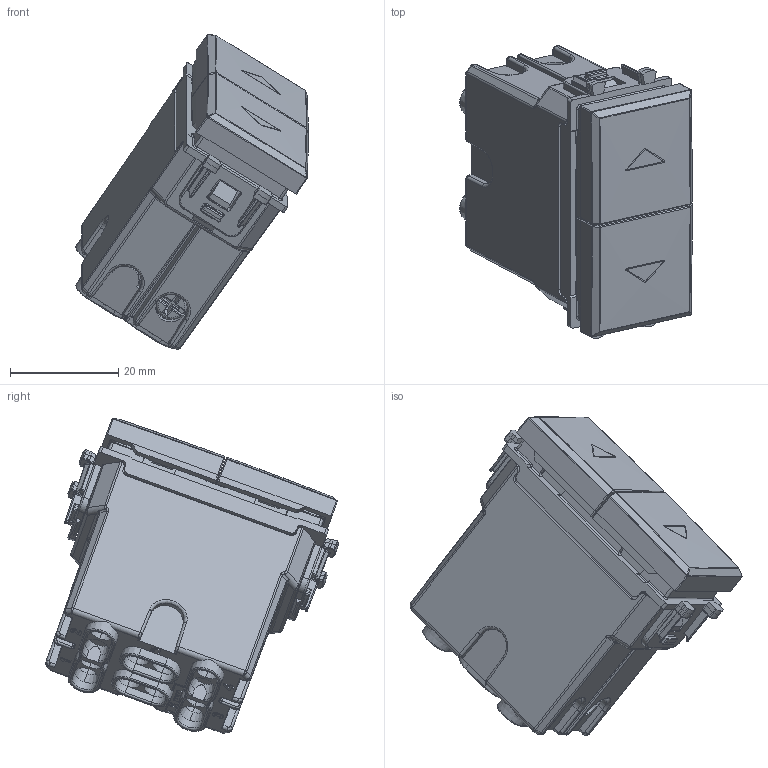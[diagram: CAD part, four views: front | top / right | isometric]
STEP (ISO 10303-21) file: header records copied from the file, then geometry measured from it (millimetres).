
FILE_DESCRIPTION(('CATIA V5 STEP Exchange'),'2;1');
FILE_NAME('442053.stp','2024-02-15T12:26:00+00:00',('none'),('none'),'CATIA Version 5-6 Release 2016 SP6','CATIA V5 STEP AP203','none');
FILE_SCHEMA(('CONFIG_CONTROL_DESIGN'));
Length unit declared in the file: millimetre
Products named in the file (1): 442053
Assembly tree (16 placements, depth 2):
  442053
    #57
    #36809  x2
    #38152  x3
    #40078
    #42741
    #87586  x2
    #92710
    #103305  x3
    #104171  x2
Bounding box: 42.97 x 54.15 x 58.16 mm (x, y, z)
Volume: 21203.2 mm3; surface area: 32823.3 mm2
Topology: 18 solids, 18 shells, 3529 faces, 9579 edges, 5958 vertices
Faces by surface type: plane 1739, cylinder 1031, bspline 301, cone 212, sphere 112, torus 110, revolution 12, extrusion 12
Entity records: 109378 total; most frequent: CARTESIAN_POINT 43615, ORIENTED_EDGE 16084, DIRECTION 9460, EDGE_CURVE 8042, VERTEX_POINT 5062, VECTOR 4118, LINE 4108, AXIS2_PLACEMENT_3D 3195
